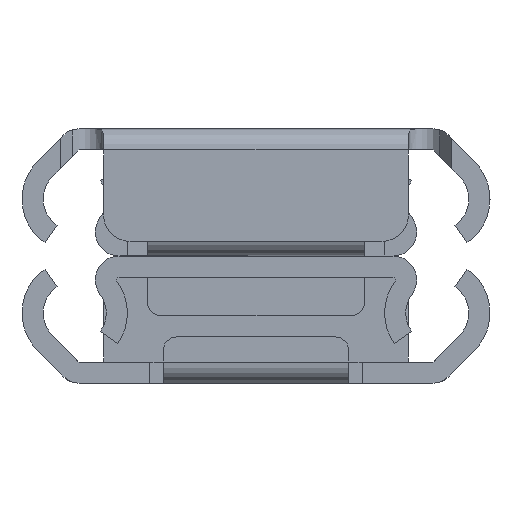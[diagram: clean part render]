
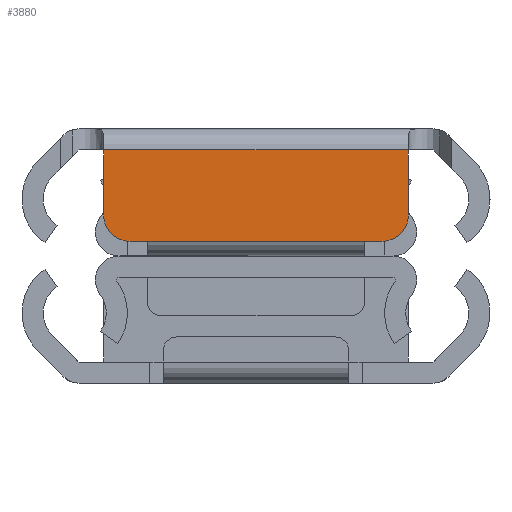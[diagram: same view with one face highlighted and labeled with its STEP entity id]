
A CAD part, left-side view. The second image highlights one B-rep face of the part: STEP entity #3880.
In plain terms, the highlighted face is planar.
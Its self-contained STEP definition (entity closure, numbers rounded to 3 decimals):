
#64 = FACE_OUTER_BOUND ( 'NONE', #4177, .T. ) ;
#85 = CARTESIAN_POINT ( 'NONE',  ( 558.8, 13.65, 5.3 ) ) ;
#111 = EDGE_CURVE ( 'NONE', #3490, #807, #1556, .T. ) ;
#131 = DIRECTION ( 'NONE',  ( 0., 1., 0. ) ) ;
#133 = CARTESIAN_POINT ( 'NONE',  ( 558.8, 11.5, 0. ) ) ;
#458 = DIRECTION ( 'NONE',  ( 1., 0., 0. ) ) ;
#517 = CARTESIAN_POINT ( 'NONE',  ( 558.8, 11.5, 1.6 ) ) ;
#635 = CARTESIAN_POINT ( 'NONE',  ( 558.8, 11.5, 1.6 ) ) ;
#807 = VERTEX_POINT ( 'NONE', #4760 ) ;
#933 = DIRECTION ( 'NONE',  ( 1., 0., 0. ) ) ;
#959 = AXIS2_PLACEMENT_3D ( 'NONE', #3052, #2670, #4510 ) ;
#999 = VECTOR ( 'NONE', #1884, 1000. ) ;
#1163 = ORIENTED_EDGE ( 'NONE', *, *, #3218, .F. ) ;
#1312 = CARTESIAN_POINT ( 'NONE',  ( 558.8, 11.5, 6.5 ) ) ;
#1341 = LINE ( 'NONE', #4287, #4163 ) ;
#1392 = EDGE_CURVE ( 'NONE', #4738, #807, #1341, .T. ) ;
#1467 = CIRCLE ( 'NONE', #3343, 2. ) ;
#1480 = VERTEX_POINT ( 'NONE', #517 ) ;
#1556 = CIRCLE ( 'NONE', #959, 2. ) ;
#1747 = ORIENTED_EDGE ( 'NONE', *, *, #4503, .T. ) ;
#1760 = DIRECTION ( 'NONE',  ( 0., 1., 0. ) ) ;
#1799 = EDGE_CURVE ( 'NONE', #4738, #3037, #1467, .T. ) ;
#1884 = DIRECTION ( 'NONE',  ( 0., 0., 1. ) ) ;
#2134 = CARTESIAN_POINT ( 'NONE',  ( 558.8, -9.5, 8.5 ) ) ;
#2311 = PLANE ( 'NONE',  #2741 ) ;
#2398 = ORIENTED_EDGE ( 'NONE', *, *, #1392, .F. ) ;
#2670 = DIRECTION ( 'NONE',  ( 1., 0., 0. ) ) ;
#2741 = AXIS2_PLACEMENT_3D ( 'NONE', #85, #458, #3048 ) ;
#2860 = ORIENTED_EDGE ( 'NONE', *, *, #111, .T. ) ;
#2868 = CARTESIAN_POINT ( 'NONE',  ( 558.8, -11.5, 6.5 ) ) ;
#2902 = VERTEX_POINT ( 'NONE', #3878 ) ;
#3037 = VERTEX_POINT ( 'NONE', #2868 ) ;
#3048 = DIRECTION ( 'NONE',  ( 0., 0., -1. ) ) ;
#3052 = CARTESIAN_POINT ( 'NONE',  ( 558.8, 9.5, 6.5 ) ) ;
#3074 = LINE ( 'NONE', #635, #4205 ) ;
#3148 = ORIENTED_EDGE ( 'NONE', *, *, #4105, .T. ) ;
#3218 = EDGE_CURVE ( 'NONE', #2902, #3037, #3830, .T. ) ;
#3343 = AXIS2_PLACEMENT_3D ( 'NONE', #3520, #933, #3891 ) ;
#3436 = ORIENTED_EDGE ( 'NONE', *, *, #1799, .T. ) ;
#3462 = DIRECTION ( 'NONE',  ( 0., 0., 1. ) ) ;
#3490 = VERTEX_POINT ( 'NONE', #1312 ) ;
#3520 = CARTESIAN_POINT ( 'NONE',  ( 558.8, -9.5, 6.5 ) ) ;
#3689 = VECTOR ( 'NONE', #3462, 1000. ) ;
#3830 = LINE ( 'NONE', #4455, #999 ) ;
#3878 = CARTESIAN_POINT ( 'NONE',  ( 558.8, -11.5, 1.6 ) ) ;
#3880 = ADVANCED_FACE ( 'NONE', ( #64 ), #2311, .T. ) ;
#3891 = DIRECTION ( 'NONE',  ( 0., 0., -1. ) ) ;
#4105 = EDGE_CURVE ( 'NONE', #2902, #1480, #3074, .T. ) ;
#4163 = VECTOR ( 'NONE', #131, 1000. ) ;
#4177 = EDGE_LOOP ( 'NONE', ( #1163, #3148, #1747, #2860, #2398, #3436 ) ) ;
#4205 = VECTOR ( 'NONE', #1760, 1000. ) ;
#4287 = CARTESIAN_POINT ( 'NONE',  ( 558.8, 11.5, 8.5 ) ) ;
#4455 = CARTESIAN_POINT ( 'NONE',  ( 558.8, -11.5, 0. ) ) ;
#4503 = EDGE_CURVE ( 'NONE', #1480, #3490, #4640, .T. ) ;
#4510 = DIRECTION ( 'NONE',  ( 0., 0., -1. ) ) ;
#4640 = LINE ( 'NONE', #133, #3689 ) ;
#4738 = VERTEX_POINT ( 'NONE', #2134 ) ;
#4760 = CARTESIAN_POINT ( 'NONE',  ( 558.8, 9.5, 8.5 ) ) ;
